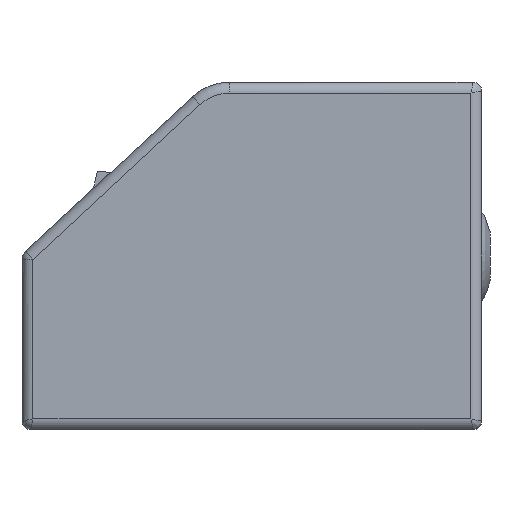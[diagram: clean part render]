
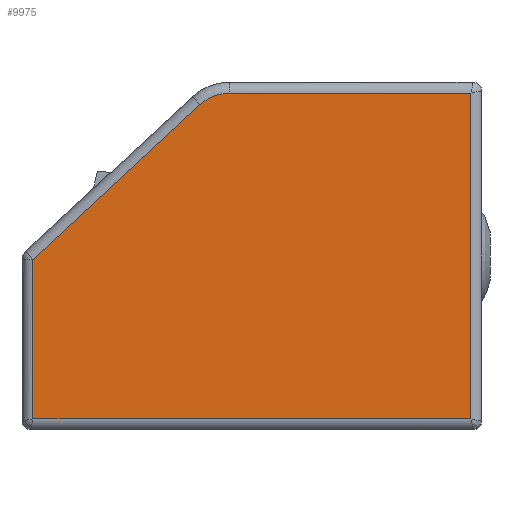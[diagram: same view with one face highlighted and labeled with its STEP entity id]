
A CAD part, left-side view. The second image highlights one B-rep face of the part: STEP entity #9975.
In plain terms, the highlighted planar face has unit normal (-1, 0, 0).
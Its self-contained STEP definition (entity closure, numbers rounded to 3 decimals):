
#15 = DIRECTION ( 'NONE',  ( -1., 0., 0. ) ) ;
#25 = CARTESIAN_POINT ( 'NONE',  ( -277.45, 2.842, -10.559 ) ) ;
#182 = VECTOR ( 'NONE', #9528, 1000. ) ;
#189 = LINE ( 'NONE', #5382, #182 ) ;
#203 = FACE_OUTER_BOUND ( 'NONE', #9323, .T. ) ;
#1811 = AXIS2_PLACEMENT_3D ( 'NONE', #3279, #4080, #9840 ) ;
#1978 = CARTESIAN_POINT ( 'NONE',  ( -277.45, -41.238, -62.059 ) ) ;
#2431 = VECTOR ( 'NONE', #3421, 1000. ) ;
#2469 = PLANE ( 'NONE',  #1811 ) ;
#2547 = CARTESIAN_POINT ( 'NONE',  ( -277.45, 38.695, -32.962 ) ) ;
#2550 = LINE ( 'NONE', #3908, #2431 ) ;
#2651 = DIRECTION ( 'NONE',  ( 0., 1., 0. ) ) ;
#2685 = CARTESIAN_POINT ( 'NONE',  ( -277.45, -11.838, -2.559 ) ) ;
#2737 = CARTESIAN_POINT ( 'NONE',  ( -277.45, 38.762, -32.962 ) ) ;
#3082 = CARTESIAN_POINT ( 'NONE',  ( -277.45, 38.741, -32.913 ) ) ;
#3279 = CARTESIAN_POINT ( 'NONE',  ( -277.45, -11.838, -2.159 ) ) ;
#3347 = DIRECTION ( 'NONE',  ( 0., 0., -1. ) ) ;
#3421 = DIRECTION ( 'NONE',  ( 0., 0., 1. ) ) ;
#3472 = VERTEX_POINT ( 'NONE', #6966 ) ;
#3886 = CARTESIAN_POINT ( 'NONE',  ( -277.45, 8.279, -4.691 ) ) ;
#3908 = CARTESIAN_POINT ( 'NONE',  ( -277.45, -41.238, -2.159 ) ) ;
#4001 = VERTEX_POINT ( 'NONE', #4437 ) ;
#4080 = DIRECTION ( 'NONE',  ( 1., 0., 0. ) ) ;
#4142 = VERTEX_POINT ( 'NONE', #3886 ) ;
#4389 = VERTEX_POINT ( 'NONE', #3082 ) ;
#4437 = CARTESIAN_POINT ( 'NONE',  ( -277.45, 2.842, -2.559 ) ) ;
#4481 = VERTEX_POINT ( 'NONE', #2737 ) ;
#4494 = EDGE_CURVE ( 'NONE', #3472, #4001, #9217, .T. ) ;
#4527 = DIRECTION ( 'NONE',  ( 0., -1., 0. ) ) ;
#4616 = VERTEX_POINT ( 'NONE', #1978 ) ;
#4670 = AXIS2_PLACEMENT_3D ( 'NONE', #2547, #8272, #3347 ) ;
#5111 = EDGE_CURVE ( 'NONE', #4001, #4142, #6042, .T. ) ;
#5141 = VERTEX_POINT ( 'NONE', #9124 ) ;
#5303 = CIRCLE ( 'NONE', #4670, 0.067 ) ;
#5382 = CARTESIAN_POINT ( 'NONE',  ( -277.45, -3.808, 6.508 ) ) ;
#5449 = CARTESIAN_POINT ( 'NONE',  ( -277.45, 38.762, -2.159 ) ) ;
#5598 = ORIENTED_EDGE ( 'NONE', *, *, #5695, .T. ) ;
#5628 = ORIENTED_EDGE ( 'NONE', *, *, #4494, .T. ) ;
#5640 = ORIENTED_EDGE ( 'NONE', *, *, #5111, .T. ) ;
#5659 = ORIENTED_EDGE ( 'NONE', *, *, #6030, .T. ) ;
#5695 = EDGE_CURVE ( 'NONE', #4616, #3472, #2550, .T. ) ;
#5730 = ORIENTED_EDGE ( 'NONE', *, *, #6749, .T. ) ;
#5750 = ORIENTED_EDGE ( 'NONE', *, *, #7888, .T. ) ;
#5760 = ORIENTED_EDGE ( 'NONE', *, *, #7539, .T. ) ;
#6030 = EDGE_CURVE ( 'NONE', #4142, #4389, #189, .T. ) ;
#6033 = VECTOR ( 'NONE', #10362, 1000. ) ;
#6042 = CIRCLE ( 'NONE', #9570, 8. ) ;
#6326 = LINE ( 'NONE', #5449, #6033 ) ;
#6749 = EDGE_CURVE ( 'NONE', #4389, #4481, #5303, .T. ) ;
#6966 = CARTESIAN_POINT ( 'NONE',  ( -277.45, -41.238, -2.559 ) ) ;
#7539 = EDGE_CURVE ( 'NONE', #5141, #4616, #9328, .T. ) ;
#7888 = EDGE_CURVE ( 'NONE', #4481, #5141, #6326, .T. ) ;
#8272 = DIRECTION ( 'NONE',  ( -1., 0., 0. ) ) ;
#8654 = CARTESIAN_POINT ( 'NONE',  ( -277.45, -11.838, -62.059 ) ) ;
#9097 = VECTOR ( 'NONE', #2651, 1000. ) ;
#9124 = CARTESIAN_POINT ( 'NONE',  ( -277.45, 38.762, -62.059 ) ) ;
#9216 = VECTOR ( 'NONE', #4527, 1000. ) ;
#9217 = LINE ( 'NONE', #2685, #9097 ) ;
#9323 = EDGE_LOOP ( 'NONE', ( #5598, #5628, #5640, #5659, #5730, #5750, #5760 ) ) ;
#9328 = LINE ( 'NONE', #8654, #9216 ) ;
#9528 = DIRECTION ( 'NONE',  ( 0., 0.734, -0.68 ) ) ;
#9570 = AXIS2_PLACEMENT_3D ( 'NONE', #25, #15, #10341 ) ;
#9840 = DIRECTION ( 'NONE',  ( 0., 0., -1. ) ) ;
#9975 = ADVANCED_FACE ( 'NONE', ( #203 ), #2469, .F. ) ;
#10341 = DIRECTION ( 'NONE',  ( 0., 0., -1. ) ) ;
#10362 = DIRECTION ( 'NONE',  ( 0., 0., -1. ) ) ;
